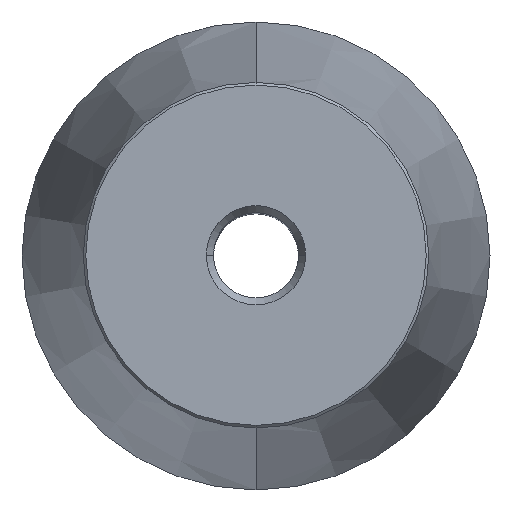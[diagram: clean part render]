
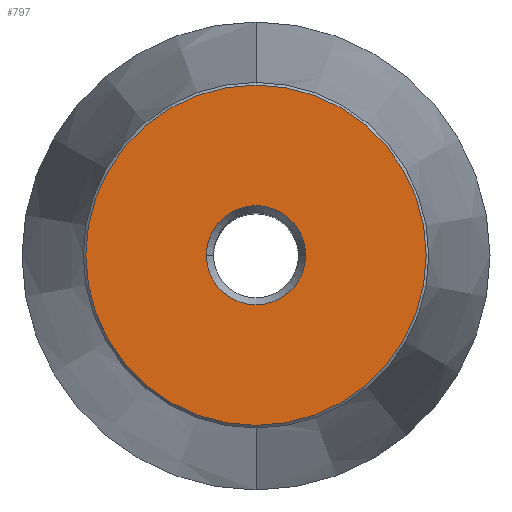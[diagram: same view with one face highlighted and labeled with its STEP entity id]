
A CAD part, top view. The second image highlights one B-rep face of the part: STEP entity #797.
In plain terms, the highlighted planar face has unit normal (0, 0, 1).
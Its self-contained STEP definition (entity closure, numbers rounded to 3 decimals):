
#563=EDGE_CURVE('NONE',#795,#789,#1375,.T.);
#763=EDGE_CURVE('NONE',#789,#795,#1599,.T.);
#789=VERTEX_POINT('NONE',#1630);
#795=VERTEX_POINT('NONE',#1636);
#797=ADVANCED_FACE('NONE',(#1638,#1639),#1640,.T.);
#877=EDGE_CURVE('NONE',#1101,#939,#1729,.T.);
#939=VERTEX_POINT('NONE',#1794);
#1101=VERTEX_POINT('NONE',#1974);
#1121=EDGE_CURVE('NONE',#939,#1101,#1995,.T.);
#1375=CIRCLE('',#2317,12.0);
#1599=CIRCLE('',#2661,12.0);
#1630=CARTESIAN_POINT('',(0.0,12.0,40.0));
#1636=CARTESIAN_POINT('',(0.,-12.0,40.0));
#1638=FACE_OUTER_BOUND('',#2708,.T.);
#1639=FACE_BOUND('',#2709,.T.);
#1640=PLANE('',#2710);
#1729=CIRCLE('',#2866,3.5);
#1794=CARTESIAN_POINT('',(-3.5,0.,40.0));
#1974=CARTESIAN_POINT('',(3.5,0.,40.0));
#1995=CIRCLE('',#3324,3.5);
#2317=AXIS2_PLACEMENT_3D('',#3650,#3651,#3652);
#2661=AXIS2_PLACEMENT_3D('',#3930,#3931,#3932);
#2708=EDGE_LOOP('',(#3977,#3978));
#2709=EDGE_LOOP('',(#3979,#3980));
#2710=AXIS2_PLACEMENT_3D('',#3981,#3982,#3983);
#2866=AXIS2_PLACEMENT_3D('',#4103,#4104,#4105);
#3324=AXIS2_PLACEMENT_3D('',#4384,#4385,#4386);
#3650=CARTESIAN_POINT('',(0.0,0.,40.0));
#3651=DIRECTION('',(0.0,0.0,-1.0));
#3652=DIRECTION('',(0.0,1.0,0.0));
#3930=CARTESIAN_POINT('',(0.0,0.,40.0));
#3931=DIRECTION('',(0.0,0.0,-1.0));
#3932=DIRECTION('',(0.0,1.0,0.0));
#3977=ORIENTED_EDGE('',*,*,#763,.F.);
#3978=ORIENTED_EDGE('',*,*,#563,.F.);
#3979=ORIENTED_EDGE('',*,*,#877,.T.);
#3980=ORIENTED_EDGE('',*,*,#1121,.T.);
#3981=CARTESIAN_POINT('',(0.0,0.,40.0));
#3982=DIRECTION('',(0.0,0.0,1.0));
#3983=DIRECTION('',(1.0,0.0,0.0));
#4103=CARTESIAN_POINT('',(0.0,0.,40.0));
#4104=DIRECTION('',(0.0,0.0,-1.0));
#4105=DIRECTION('',(-1.0,0.0,0.0));
#4384=CARTESIAN_POINT('',(0.0,0.,40.0));
#4385=DIRECTION('',(0.0,0.0,-1.0));
#4386=DIRECTION('',(-1.0,0.0,0.0));
